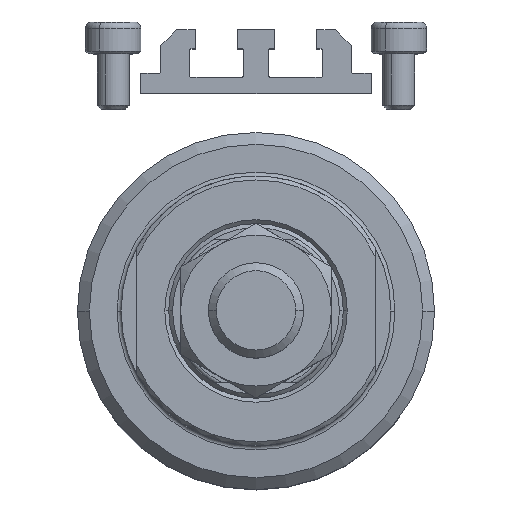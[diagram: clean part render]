
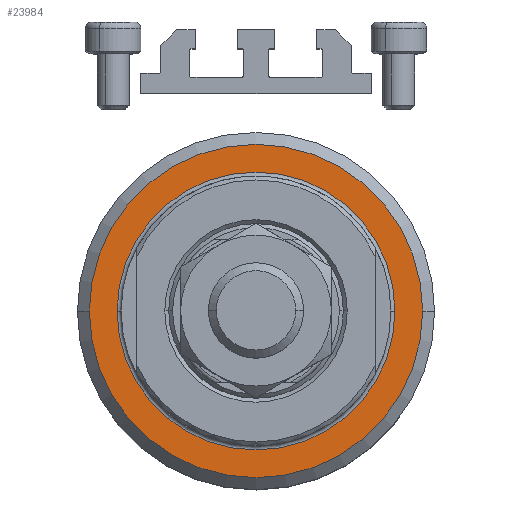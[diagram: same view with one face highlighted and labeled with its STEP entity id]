
A CAD part, top view. The second image highlights one B-rep face of the part: STEP entity #23984.
In plain terms, the highlighted face is planar.
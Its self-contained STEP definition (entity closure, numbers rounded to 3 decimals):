
#1154 = DIRECTION ( 'NONE',  ( 1., 0., 0. ) ) ;
#4112 = ORIENTED_EDGE ( 'NONE', *, *, #45018, .T. ) ;
#4616 = AXIS2_PLACEMENT_3D ( 'NONE', #28460, #21503, #32187 ) ;
#6776 = VERTEX_POINT ( 'NONE', #17668 ) ;
#7501 = DIRECTION ( 'NONE',  ( 1., 0., 0. ) ) ;
#10553 = VERTEX_POINT ( 'NONE', #47487 ) ;
#11392 = AXIS2_PLACEMENT_3D ( 'NONE', #48928, #30062, #7501 ) ;
#11714 = AXIS2_PLACEMENT_3D ( 'NONE', #30346, #26616, #19662 ) ;
#12030 = EDGE_LOOP ( 'NONE', ( #4112, #48574 ) ) ;
#12974 = EDGE_LOOP ( 'NONE', ( #21665, #17478 ) ) ;
#13832 = PLANE ( 'NONE',  #4616 ) ;
#14847 = CARTESIAN_POINT ( 'NONE',  ( 21., 0., 0. ) ) ;
#15823 = CIRCLE ( 'NONE', #41979, 21. ) ;
#16980 = CIRCLE ( 'NONE', #11392, 17.5 ) ;
#17478 = ORIENTED_EDGE ( 'NONE', *, *, #38829, .T. ) ;
#17668 = CARTESIAN_POINT ( 'NONE',  ( -17.5, 0., 0. ) ) ;
#19662 = DIRECTION ( 'NONE',  ( 1., 0., 0. ) ) ;
#21503 = DIRECTION ( 'NONE',  ( 0., 0., 1. ) ) ;
#21665 = ORIENTED_EDGE ( 'NONE', *, *, #31101, .T. ) ;
#22393 = AXIS2_PLACEMENT_3D ( 'NONE', #23676, #35111, #1154 ) ;
#23206 = CIRCLE ( 'NONE', #22393, 21. ) ;
#23676 = CARTESIAN_POINT ( 'NONE',  ( 0., 0., 0. ) ) ;
#23984 = ADVANCED_FACE ( 'NONE', ( #47574, #40366 ), #13832, .F. ) ;
#25178 = CARTESIAN_POINT ( 'NONE',  ( 17.5, 0., 0. ) ) ;
#26343 = DIRECTION ( 'NONE',  ( 1., 0., 0. ) ) ;
#26616 = DIRECTION ( 'NONE',  ( 0., 0., 1. ) ) ;
#26828 = DIRECTION ( 'NONE',  ( 0., 0., -1. ) ) ;
#27285 = EDGE_CURVE ( 'NONE', #6776, #32597, #31538, .T. ) ;
#28460 = CARTESIAN_POINT ( 'NONE',  ( 0., 0., 0. ) ) ;
#30062 = DIRECTION ( 'NONE',  ( 0., 0., 1. ) ) ;
#30346 = CARTESIAN_POINT ( 'NONE',  ( 0., 0., 0. ) ) ;
#31101 = EDGE_CURVE ( 'NONE', #47393, #10553, #15823, .T. ) ;
#31538 = CIRCLE ( 'NONE', #11714, 17.5 ) ;
#32187 = DIRECTION ( 'NONE',  ( 1., 0., 0. ) ) ;
#32597 = VERTEX_POINT ( 'NONE', #25178 ) ;
#35111 = DIRECTION ( 'NONE',  ( 0., 0., -1. ) ) ;
#38829 = EDGE_CURVE ( 'NONE', #10553, #47393, #23206, .T. ) ;
#40366 = FACE_OUTER_BOUND ( 'NONE', #12974, .T. ) ;
#41979 = AXIS2_PLACEMENT_3D ( 'NONE', #45947, #26828, #26343 ) ;
#45018 = EDGE_CURVE ( 'NONE', #32597, #6776, #16980, .T. ) ;
#45947 = CARTESIAN_POINT ( 'NONE',  ( 0., 0., 0. ) ) ;
#47393 = VERTEX_POINT ( 'NONE', #14847 ) ;
#47487 = CARTESIAN_POINT ( 'NONE',  ( -21., 0., 0. ) ) ;
#47574 = FACE_BOUND ( 'NONE', #12030, .T. ) ;
#48574 = ORIENTED_EDGE ( 'NONE', *, *, #27285, .T. ) ;
#48928 = CARTESIAN_POINT ( 'NONE',  ( 0., 0., 0. ) ) ;
